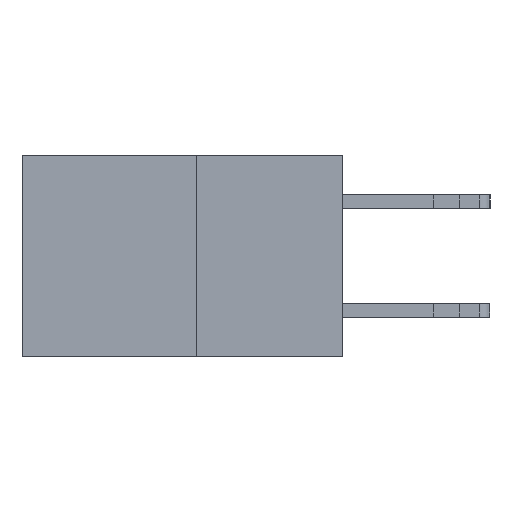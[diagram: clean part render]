
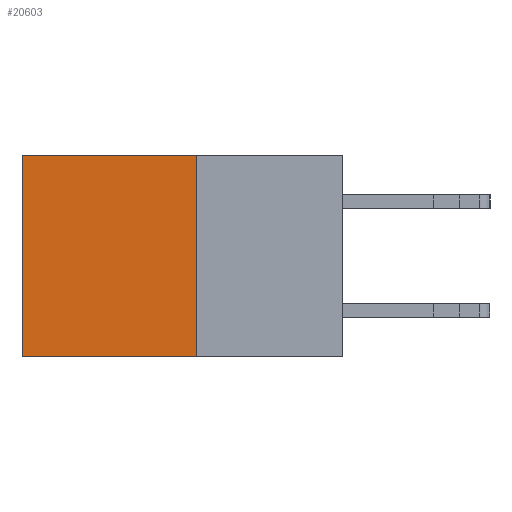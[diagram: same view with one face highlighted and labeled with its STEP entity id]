
A CAD part, left-side view. The second image highlights one B-rep face of the part: STEP entity #20603.
In plain terms, the highlighted planar face has unit normal (-1, 0, 0).
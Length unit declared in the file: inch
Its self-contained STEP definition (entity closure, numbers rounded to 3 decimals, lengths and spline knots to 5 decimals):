
#221 = FACE_OUTER_BOUND ( 'NONE', #9989, .T. ) ;
#1999 = DIRECTION ( 'NONE',  ( 0., 0., -1. ) ) ;
#2523 = CARTESIAN_POINT ( 'NONE',  ( 0.277, 0.27, 0. ) ) ;
#6396 = LINE ( 'NONE', #17867, #24926 ) ;
#6592 = LINE ( 'NONE', #27099, #18709 ) ;
#6803 = VECTOR ( 'NONE', #19422, 39.37008 ) ;
#9740 = PLANE ( 'NONE',  #24739 ) ;
#9989 = EDGE_LOOP ( 'NONE', ( #21382, #20092, #26182, #29049 ) ) ;
#10626 = DIRECTION ( 'NONE',  ( 0., 1., 0. ) ) ;
#10790 = VERTEX_POINT ( 'NONE', #17621 ) ;
#11575 = CARTESIAN_POINT ( 'NONE',  ( 0.277, 0.27, -0.37 ) ) ;
#12160 = DIRECTION ( 'NONE',  ( 0., 0., -1. ) ) ;
#13140 = VERTEX_POINT ( 'NONE', #23548 ) ;
#14407 = CARTESIAN_POINT ( 'NONE',  ( 0.277, 0.27, 0. ) ) ;
#16481 = VECTOR ( 'NONE', #1999, 39.37008 ) ;
#17621 = CARTESIAN_POINT ( 'NONE',  ( 0.277, 0.59, -0.37 ) ) ;
#17867 = CARTESIAN_POINT ( 'NONE',  ( 0.277, 0.27, -0.37 ) ) ;
#17870 = VERTEX_POINT ( 'NONE', #14407 ) ;
#18709 = VECTOR ( 'NONE', #24675, 39.37008 ) ;
#19342 = CARTESIAN_POINT ( 'NONE',  ( 0.277, 0.27, -0.37 ) ) ;
#19422 = DIRECTION ( 'NONE',  ( 0., 1., 0. ) ) ;
#20092 = ORIENTED_EDGE ( 'NONE', *, *, #28115, .F. ) ;
#20603 = ADVANCED_FACE ( 'NONE', ( #221 ), #9740, .F. ) ;
#21143 = EDGE_CURVE ( 'NONE', #17870, #25385, #22826, .T. ) ;
#21382 = ORIENTED_EDGE ( 'NONE', *, *, #30945, .T. ) ;
#22826 = LINE ( 'NONE', #11575, #16481 ) ;
#23548 = CARTESIAN_POINT ( 'NONE',  ( 0.277, 0.59, 0. ) ) ;
#24675 = DIRECTION ( 'NONE',  ( 0., 0., -1. ) ) ;
#24739 = AXIS2_PLACEMENT_3D ( 'NONE', #19342, #26613, #12160 ) ;
#24926 = VECTOR ( 'NONE', #10626, 39.37008 ) ;
#24938 = CARTESIAN_POINT ( 'NONE',  ( 0.277, 0.27, -0.37 ) ) ;
#25312 = LINE ( 'NONE', #2523, #6803 ) ;
#25385 = VERTEX_POINT ( 'NONE', #24938 ) ;
#26182 = ORIENTED_EDGE ( 'NONE', *, *, #21143, .F. ) ;
#26613 = DIRECTION ( 'NONE',  ( 1., 0., 0. ) ) ;
#27099 = CARTESIAN_POINT ( 'NONE',  ( 0.277, 0.59, -0.37 ) ) ;
#27880 = EDGE_CURVE ( 'NONE', #17870, #13140, #25312, .T. ) ;
#28115 = EDGE_CURVE ( 'NONE', #25385, #10790, #6396, .T. ) ;
#29049 = ORIENTED_EDGE ( 'NONE', *, *, #27880, .T. ) ;
#30945 = EDGE_CURVE ( 'NONE', #13140, #10790, #6592, .T. ) ;
